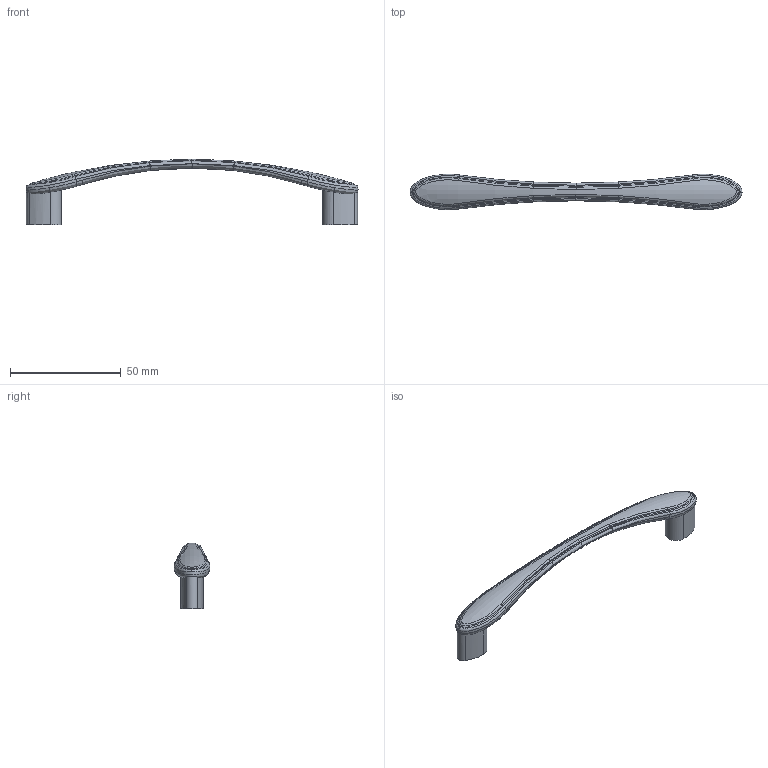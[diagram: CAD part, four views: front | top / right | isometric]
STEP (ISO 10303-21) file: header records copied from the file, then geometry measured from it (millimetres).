
FILE_DESCRIPTION(('Creo Elements/Direct Modeling STEP Export'),'2;1');
FILE_NAME('1651-150.stp','2021-05-25T12:54:36',(''),(''),'Creo Elements/Direct Modeling STEP processor for AP214 (Solid Model)','Creo Elements/Direct Modeling 20.0 12-Nov-2016 (C) Parametric Technology GmbH','');
FILE_SCHEMA(('AUTOMOTIVE_DESIGN { 1 0 10303 214 1 1 1 1 }'));
Length unit declared in the file: millimetre
Products named in the file (1): Griff_128
Bounding box: 150 x 16 x 29.47 mm (x, y, z)
Volume: 11263.8 mm3; surface area: 5762.3 mm2
Topology: 1 solids, 1 shells, 89 faces, 216 edges, 130 vertices
Faces by surface type: bspline 50, cylinder 23, extrusion 6, plane 4, cone 4, torus 2
Entity records: 23306 total; most frequent: CARTESIAN_POINT 21760, ORIENTED_EDGE 424, EDGE_CURVE 212, DIRECTION 142, VERTEX_POINT 130, B_SPLINE_CURVE_WITH_KNOTS 110, EDGE_LOOP 94, FACE_OUTER_BOUND 89
